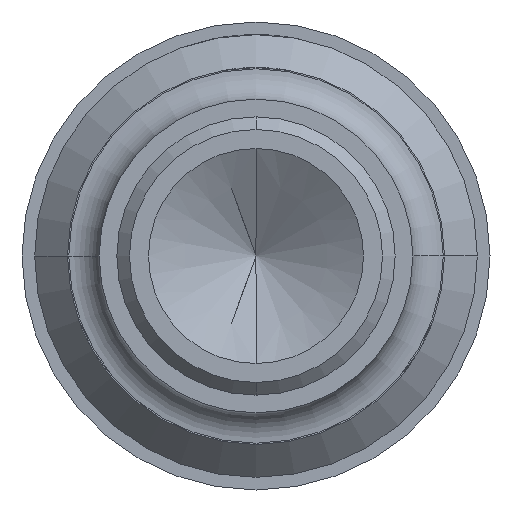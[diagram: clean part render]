
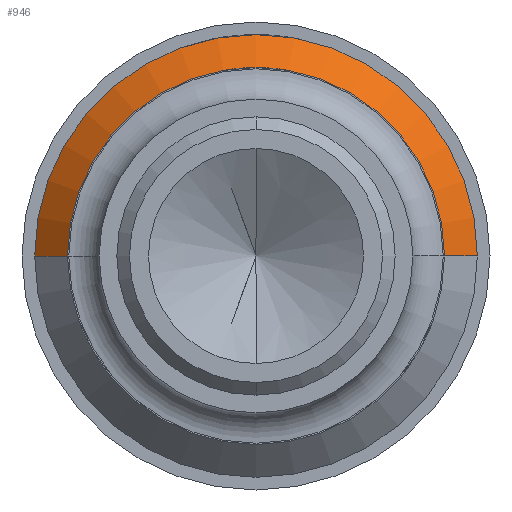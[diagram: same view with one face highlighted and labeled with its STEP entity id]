
A CAD part, front view. The second image highlights one B-rep face of the part: STEP entity #946.
In plain terms, the highlighted conical face has half-angle 45 degrees and reference radius 1.49 mm.
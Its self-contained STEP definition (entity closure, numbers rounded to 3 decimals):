
#244 = AXIS2_PLACEMENT_3D ( 'NONE', #1500, #3751, #927 ) ;
#435 = DIRECTION ( 'NONE',  ( -1., 0., 0. ) ) ;
#490 = VERTEX_POINT ( 'NONE', #2899 ) ;
#539 = DIRECTION ( 'NONE',  ( -0.707, 0.707, 0. ) ) ;
#589 = ORIENTED_EDGE ( 'NONE', *, *, #3866, .T. ) ;
#651 = VECTOR ( 'NONE', #2934, 1000. ) ;
#676 = VERTEX_POINT ( 'NONE', #2665 ) ;
#678 = CARTESIAN_POINT ( 'NONE',  ( 1.75, 12.56, 0. ) ) ;
#755 = DIRECTION ( 'NONE',  ( 0., 1., 0. ) ) ;
#830 = CARTESIAN_POINT ( 'NONE',  ( -1.49, 12.3, 0. ) ) ;
#886 = ORIENTED_EDGE ( 'NONE', *, *, #3929, .F. ) ;
#927 = DIRECTION ( 'NONE',  ( -1., 0., 0. ) ) ;
#946 = ADVANCED_FACE ( 'Defeature ausgef�hrt2_4', ( #1836 ), #1577, .T. ) ;
#1006 = LINE ( 'NONE', #3639, #651 ) ;
#1060 = CARTESIAN_POINT ( 'NONE',  ( -1.75, 12.56, 0. ) ) ;
#1078 = CARTESIAN_POINT ( 'NONE',  ( 0., 12.56, 0. ) ) ;
#1260 = VERTEX_POINT ( 'NONE', #678 ) ;
#1467 = EDGE_CURVE ( 'NONE', #490, #1260, #1006, .T. ) ;
#1500 = CARTESIAN_POINT ( 'NONE',  ( 0., 12.3, 0. ) ) ;
#1577 = CONICAL_SURFACE ( 'NONE', #244, 1.49, 0.785 ) ;
#1836 = FACE_OUTER_BOUND ( 'NONE', #2100, .T. ) ;
#1909 = AXIS2_PLACEMENT_3D ( 'NONE', #1078, #3347, #3044 ) ;
#2100 = EDGE_LOOP ( 'NONE', ( #589, #3217, #886, #3325 ) ) ;
#2527 = VERTEX_POINT ( 'NONE', #1060 ) ;
#2589 = CIRCLE ( 'NONE', #2650, 1.49 ) ;
#2650 = AXIS2_PLACEMENT_3D ( 'NONE', #3917, #755, #435 ) ;
#2665 = CARTESIAN_POINT ( 'NONE',  ( -1.49, 12.3, 0. ) ) ;
#2699 = VECTOR ( 'NONE', #539, 1000. ) ;
#2899 = CARTESIAN_POINT ( 'NONE',  ( 1.49, 12.3, 0. ) ) ;
#2934 = DIRECTION ( 'NONE',  ( 0.707, 0.707, 0. ) ) ;
#3044 = DIRECTION ( 'NONE',  ( -1., 0., 0. ) ) ;
#3217 = ORIENTED_EDGE ( 'NONE', *, *, #1467, .T. ) ;
#3325 = ORIENTED_EDGE ( 'NONE', *, *, #4019, .F. ) ;
#3347 = DIRECTION ( 'NONE',  ( 0., 1., 0. ) ) ;
#3639 = CARTESIAN_POINT ( 'NONE',  ( 1.49, 12.3, 0. ) ) ;
#3737 = LINE ( 'NONE', #830, #2699 ) ;
#3751 = DIRECTION ( 'NONE',  ( 0., 1., 0. ) ) ;
#3786 = CIRCLE ( 'NONE', #1909, 1.75 ) ;
#3866 = EDGE_CURVE ( 'Defeature ausgef�hrt2_4+Defeature ausgef�hrt2_5+Defeature ausgef�hrt2_5+Defeature ausgef�hrt2_5', #676, #490, #2589, .T. ) ;
#3917 = CARTESIAN_POINT ( 'NONE',  ( 0., 12.3, 0. ) ) ;
#3929 = EDGE_CURVE ( 'Defeature ausgef�hrt2_3+Defeature ausgef�hrt2_4+Defeature ausgef�hrt2_4+Defeature ausgef�hrt2_4', #2527, #1260, #3786, .T. ) ;
#4019 = EDGE_CURVE ( 'NONE', #676, #2527, #3737, .T. ) ;
